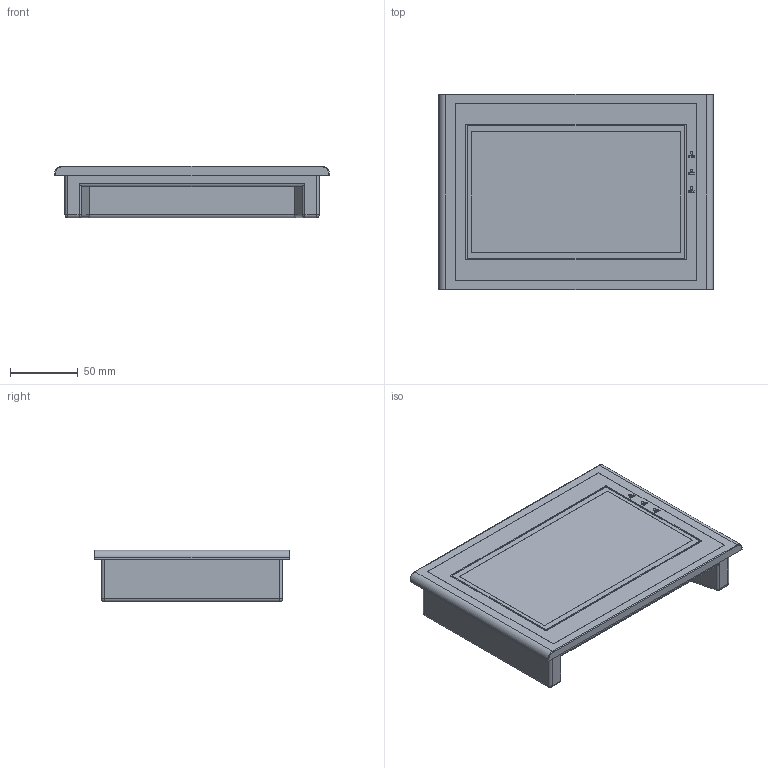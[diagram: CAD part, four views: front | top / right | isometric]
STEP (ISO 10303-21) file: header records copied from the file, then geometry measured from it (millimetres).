
FILE_DESCRIPTION(/* description */ (''),/* implementation_level */ '2;1');
FILE_NAME(/* name */ 'IHM SANKOON 7''''.stp',/* time_stamp */ '2023-09-12T15:22:23-03:00',/* author */ ('Tiago'),/* organization */ (''),/* preprocessor_version */ 'ST-DEVELOPER v19.2',/* originating_system */ 'Autodesk Inventor 2024',/* authorisation */ '');
FILE_SCHEMA (('AUTOMOTIVE_DESIGN { 1 0 10303 214 3 1 1 }'));
Length unit declared in the file: millimetre
Products named in the file (1): SANKOON  7 POL
Bounding box: 203 x 145 x 38 mm (x, y, z)
Volume: 890682.5 mm3; surface area: 83222 mm2
Topology: 1 solids, 1 shells, 423 faces, 1172 edges, 772 vertices
Faces by surface type: plane 379, cylinder 34, sphere 6, torus 4
Full cylindrical faces by diameter (mm): 2 x3
Entity records: 13339 total; most frequent: CARTESIAN_POINT 2368, ORIENTED_EDGE 2344, DIRECTION 2090, EDGE_CURVE 1172, LINE 1102, VECTOR 1102, VERTEX_POINT 772, AXIS2_PLACEMENT_3D 494
